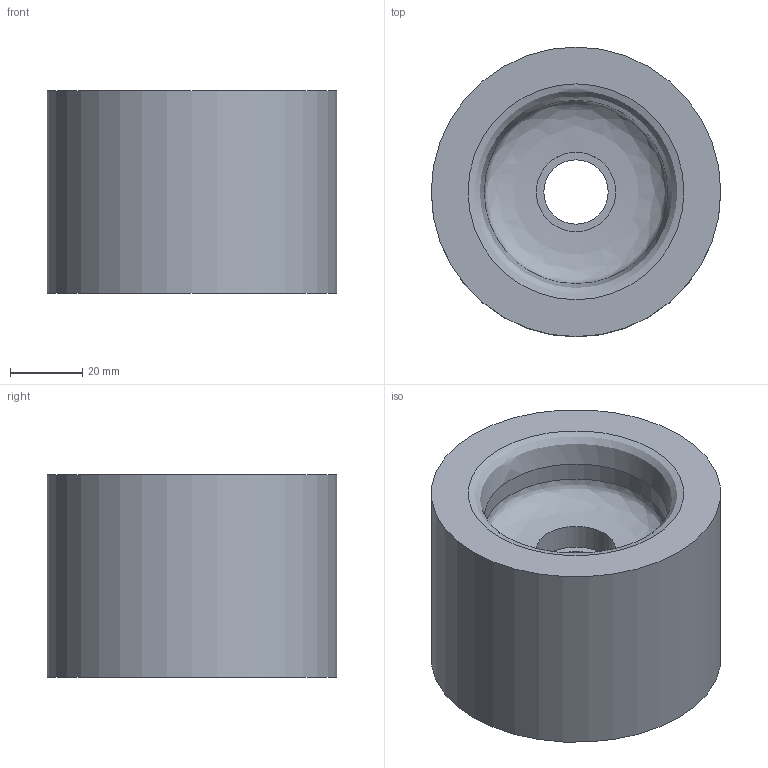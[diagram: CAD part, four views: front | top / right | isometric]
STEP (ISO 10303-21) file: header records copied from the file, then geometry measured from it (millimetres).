
FILE_DESCRIPTION(/* description */ (''),/* implementation_level */ '2;1');
FILE_NAME(/* name */ '80mm Wheel_ipt_86396dcf.STEP',/* time_stamp */ '2018-02-13T23:11:10-05:00',/* author */ ('CIT-Labs'),/* organization */ (''),/* preprocessor_version */ 'ST-DEVELOPER v16.13',/* originating_system */ 'Autodesk Inventor 2018',/* authorisation */ '');
FILE_SCHEMA (('AUTOMOTIVE_DESIGN { 1 0 10303 214 3 1 1 }'));
Length unit declared in the file: inch
Products named in the file (1): 80mm Wheel
Bounding box: 80 x 80 x 56 mm (x, y, z)
Volume: 200173.3 mm3; surface area: 29159.9 mm2
Topology: 1 solids, 1 shells, 14 faces, 24 edges, 14 vertices
Faces by surface type: cylinder 6, plane 4, bspline 4
Full cylindrical faces by diameter (mm): 17.78 x1, 22 x2, 50.8 x2, 80 x1
Entity records: 465 total; most frequent: CARTESIAN_POINT 159, DIRECTION 50, ORIENTED_EDGE 36, AXIS2_PLACEMENT_3D 25, EDGE_LOOP 24, EDGE_CURVE 18, STYLED_ITEM 15, FACE_OUTER_BOUND 14
